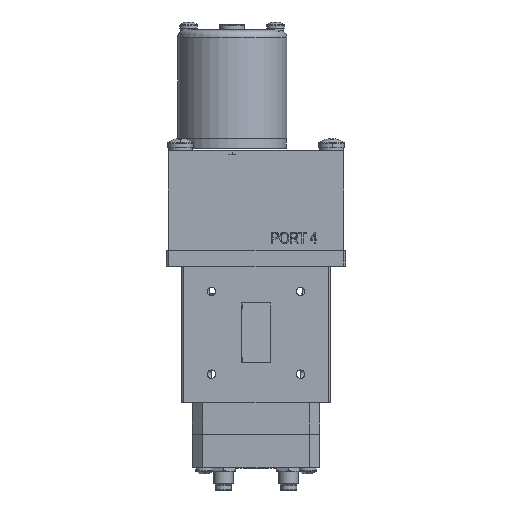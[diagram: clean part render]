
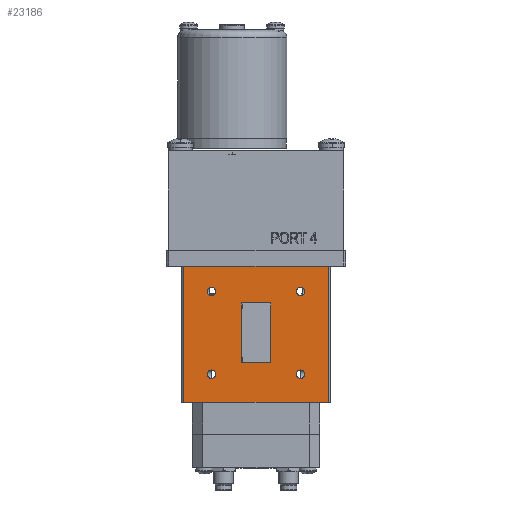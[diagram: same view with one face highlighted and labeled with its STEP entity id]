
A CAD part, front view. The second image highlights one B-rep face of the part: STEP entity #23186.
In plain terms, the highlighted planar face has unit normal (0, -1, 0).
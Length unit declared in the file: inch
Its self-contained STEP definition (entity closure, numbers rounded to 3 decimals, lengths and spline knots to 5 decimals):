
#69 = AXIS2_PLACEMENT_3D ( 'NONE', #36344, #27653, #7431 ) ;
#109 = ORIENTED_EDGE ( 'NONE', *, *, #1845, .F. ) ;
#226 = FACE_BOUND ( 'NONE', #35136, .T. ) ;
#621 = ORIENTED_EDGE ( 'NONE', *, *, #22089, .F. ) ;
#1038 = VECTOR ( 'NONE', #11304, 39.37008 ) ;
#1123 = CARTESIAN_POINT ( 'NONE',  ( 0.561, -0.9375, 1.44825 ) ) ;
#1767 = DIRECTION ( 'NONE',  ( 0., 0., -1. ) ) ;
#1845 = EDGE_CURVE ( 'NONE', #34143, #22075, #32336, .T. ) ;
#1865 = DIRECTION ( 'NONE',  ( 0., -1., 0. ) ) ;
#2042 = AXIS2_PLACEMENT_3D ( 'NONE', #13545, #34342, #1767 ) ;
#2422 = DIRECTION ( 'NONE',  ( 0., 0., -1. ) ) ;
#2773 = VERTEX_POINT ( 'NONE', #14435 ) ;
#2917 = DIRECTION ( 'NONE',  ( 0., 1., 0. ) ) ;
#3079 = EDGE_LOOP ( 'NONE', ( #13698, #6749, #9370, #621 ) ) ;
#3448 = VERTEX_POINT ( 'NONE', #4785 ) ;
#3580 = CARTESIAN_POINT ( 'NONE',  ( 0.561, -0.9375, 0.355 ) ) ;
#4508 = EDGE_CURVE ( 'NONE', #12865, #20518, #19470, .T. ) ;
#4785 = CARTESIAN_POINT ( 'NONE',  ( 0.9075, -0.9375, 0. ) ) ;
#5446 = CIRCLE ( 'NONE', #6687, 0.05325 ) ;
#5475 = LINE ( 'NONE', #23365, #8178 ) ;
#5740 = CARTESIAN_POINT ( 'NONE',  ( 0.561, -0.9375, 1.395 ) ) ;
#5751 = VERTEX_POINT ( 'NONE', #13282 ) ;
#6031 = VECTOR ( 'NONE', #36718, 39.37008 ) ;
#6224 = EDGE_CURVE ( 'NONE', #33765, #12865, #11102, .T. ) ;
#6590 = CARTESIAN_POINT ( 'NONE',  ( -0.9375, -0.9375, 1.712 ) ) ;
#6687 = AXIS2_PLACEMENT_3D ( 'NONE', #8048, #1865, #10750 ) ;
#6749 = ORIENTED_EDGE ( 'NONE', *, *, #6224, .F. ) ;
#7137 = CARTESIAN_POINT ( 'NONE',  ( -0.1875, -0.9375, 0.5 ) ) ;
#7408 = CARTESIAN_POINT ( 'NONE',  ( -0.561, -0.9375, 0.40825 ) ) ;
#7431 = DIRECTION ( 'NONE',  ( 0., 0., -1. ) ) ;
#7565 = ORIENTED_EDGE ( 'NONE', *, *, #29395, .T. ) ;
#7608 = EDGE_CURVE ( 'NONE', #2773, #32969, #32970, .T. ) ;
#8038 = CARTESIAN_POINT ( 'NONE',  ( 0.561, -0.9375, 0.355 ) ) ;
#8048 = CARTESIAN_POINT ( 'NONE',  ( -0.561, -0.9375, 0.355 ) ) ;
#8178 = VECTOR ( 'NONE', #17217, 39.37008 ) ;
#8460 = DIRECTION ( 'NONE',  ( 0., -1., 0. ) ) ;
#8710 = VERTEX_POINT ( 'NONE', #26191 ) ;
#8718 = FACE_BOUND ( 'NONE', #35525, .T. ) ;
#9370 = ORIENTED_EDGE ( 'NONE', *, *, #10935, .F. ) ;
#9449 = AXIS2_PLACEMENT_3D ( 'NONE', #26426, #2917, #23153 ) ;
#9640 = AXIS2_PLACEMENT_3D ( 'NONE', #22669, #37898, #34434 ) ;
#10561 = LINE ( 'NONE', #15965, #28816 ) ;
#10654 = FACE_OUTER_BOUND ( 'NONE', #12499, .T. ) ;
#10750 = DIRECTION ( 'NONE',  ( 0., 0., -1. ) ) ;
#10935 = EDGE_CURVE ( 'NONE', #37039, #33765, #31343, .T. ) ;
#11102 = LINE ( 'NONE', #19950, #15322 ) ;
#11195 = ORIENTED_EDGE ( 'NONE', *, *, #27994, .T. ) ;
#11226 = FACE_BOUND ( 'NONE', #3079, .T. ) ;
#11304 = DIRECTION ( 'NONE',  ( 0., 0., -1. ) ) ;
#11900 = EDGE_CURVE ( 'NONE', #28224, #5751, #37318, .T. ) ;
#12499 = EDGE_LOOP ( 'NONE', ( #11195, #7565, #22974, #25527 ) ) ;
#12865 = VERTEX_POINT ( 'NONE', #28686 ) ;
#13008 = CIRCLE ( 'NONE', #69, 0.05325 ) ;
#13102 = EDGE_CURVE ( 'NONE', #2773, #8710, #5475, .T. ) ;
#13264 = DIRECTION ( 'NONE',  ( 0., 0., 1. ) ) ;
#13282 = CARTESIAN_POINT ( 'NONE',  ( -0.561, -0.9375, 1.44825 ) ) ;
#13545 = CARTESIAN_POINT ( 'NONE',  ( -0.561, -0.9375, 1.395 ) ) ;
#13698 = ORIENTED_EDGE ( 'NONE', *, *, #4508, .F. ) ;
#13721 = EDGE_LOOP ( 'NONE', ( #17729, #26766 ) ) ;
#14403 = CIRCLE ( 'NONE', #15035, 0.05325 ) ;
#14435 = CARTESIAN_POINT ( 'NONE',  ( -0.9075, -0.9375, 1.712 ) ) ;
#15026 = EDGE_CURVE ( 'NONE', #22075, #34143, #35127, .T. ) ;
#15035 = AXIS2_PLACEMENT_3D ( 'NONE', #5740, #20376, #37713 ) ;
#15066 = DIRECTION ( 'NONE',  ( 1., 0., 0. ) ) ;
#15075 = CARTESIAN_POINT ( 'NONE',  ( -0.1875, -0.9375, 1.25 ) ) ;
#15261 = ORIENTED_EDGE ( 'NONE', *, *, #15026, .F. ) ;
#15322 = VECTOR ( 'NONE', #15066, 39.37008 ) ;
#15336 = EDGE_CURVE ( 'NONE', #22745, #20581, #13008, .T. ) ;
#15965 = CARTESIAN_POINT ( 'NONE',  ( 0.9075, -0.9375, 1.712 ) ) ;
#16395 = DIRECTION ( 'NONE',  ( 0., 0., 1. ) ) ;
#17217 = DIRECTION ( 'NONE',  ( 0., 0., -1. ) ) ;
#17322 = VERTEX_POINT ( 'NONE', #1123 ) ;
#17381 = PLANE ( 'NONE',  #9449 ) ;
#17729 = ORIENTED_EDGE ( 'NONE', *, *, #15336, .F. ) ;
#17901 = AXIS2_PLACEMENT_3D ( 'NONE', #8038, #31917, #2422 ) ;
#17995 = CARTESIAN_POINT ( 'NONE',  ( -0.561, -0.9375, 1.34175 ) ) ;
#18038 = DIRECTION ( 'NONE',  ( 0., 0., -1. ) ) ;
#18093 = CARTESIAN_POINT ( 'NONE',  ( -0.561, -0.9375, 0.30175 ) ) ;
#18324 = DIRECTION ( 'NONE',  ( 1., 0., 0. ) ) ;
#18362 = EDGE_LOOP ( 'NONE', ( #109, #15261 ) ) ;
#18595 = CARTESIAN_POINT ( 'NONE',  ( 0.561, -0.9375, 1.395 ) ) ;
#18688 = CIRCLE ( 'NONE', #2042, 0.05325 ) ;
#18804 = AXIS2_PLACEMENT_3D ( 'NONE', #3580, #35063, #18038 ) ;
#19403 = AXIS2_PLACEMENT_3D ( 'NONE', #18595, #8460, #38123 ) ;
#19470 = LINE ( 'NONE', #33923, #37255 ) ;
#19950 = CARTESIAN_POINT ( 'NONE',  ( -0.1875, -0.9375, 0.5 ) ) ;
#20057 = DIRECTION ( 'NONE',  ( -1., 0., 0. ) ) ;
#20376 = DIRECTION ( 'NONE',  ( 0., -1., 0. ) ) ;
#20471 = FACE_BOUND ( 'NONE', #13721, .T. ) ;
#20518 = VERTEX_POINT ( 'NONE', #29959 ) ;
#20581 = VERTEX_POINT ( 'NONE', #7408 ) ;
#21767 = CARTESIAN_POINT ( 'NONE',  ( 0.9075, -0.9375, 1.712 ) ) ;
#22075 = VERTEX_POINT ( 'NONE', #37404 ) ;
#22089 = EDGE_CURVE ( 'NONE', #20518, #37039, #22751, .T. ) ;
#22654 = CARTESIAN_POINT ( 'NONE',  ( 0.561, -0.9375, 0.30175 ) ) ;
#22669 = CARTESIAN_POINT ( 'NONE',  ( -0.561, -0.9375, 1.395 ) ) ;
#22745 = VERTEX_POINT ( 'NONE', #18093 ) ;
#22751 = LINE ( 'NONE', #28540, #37709 ) ;
#22762 = ORIENTED_EDGE ( 'NONE', *, *, #23072, .F. ) ;
#22974 = ORIENTED_EDGE ( 'NONE', *, *, #7608, .F. ) ;
#23072 = EDGE_CURVE ( 'NONE', #5751, #28224, #18688, .T. ) ;
#23153 = DIRECTION ( 'NONE',  ( 0., 0., 1. ) ) ;
#23186 = ADVANCED_FACE ( 'NONE', ( #10654, #11226, #8718, #29336, #20471, #226 ), #17381, .F. ) ;
#23365 = CARTESIAN_POINT ( 'NONE',  ( -0.9075, -0.9375, 1.712 ) ) ;
#23913 = ORIENTED_EDGE ( 'NONE', *, *, #23916, .F. ) ;
#23916 = EDGE_CURVE ( 'NONE', #17322, #32099, #14403, .T. ) ;
#24856 = ORIENTED_EDGE ( 'NONE', *, *, #25471, .F. ) ;
#24946 = LINE ( 'NONE', #33448, #6031 ) ;
#25471 = EDGE_CURVE ( 'NONE', #32099, #17322, #36046, .T. ) ;
#25527 = ORIENTED_EDGE ( 'NONE', *, *, #13102, .T. ) ;
#26191 = CARTESIAN_POINT ( 'NONE',  ( -0.9075, -0.9375, 0. ) ) ;
#26426 = CARTESIAN_POINT ( 'NONE',  ( -0.9375, -0.9375, 1.712 ) ) ;
#26766 = ORIENTED_EDGE ( 'NONE', *, *, #29482, .F. ) ;
#27653 = DIRECTION ( 'NONE',  ( 0., -1., 0. ) ) ;
#27994 = EDGE_CURVE ( 'NONE', #8710, #3448, #24946, .T. ) ;
#28224 = VERTEX_POINT ( 'NONE', #17995 ) ;
#28288 = CARTESIAN_POINT ( 'NONE',  ( 0.561, -0.9375, 1.34175 ) ) ;
#28360 = ORIENTED_EDGE ( 'NONE', *, *, #11900, .F. ) ;
#28540 = CARTESIAN_POINT ( 'NONE',  ( -0.1875, -0.9375, 1.25 ) ) ;
#28686 = CARTESIAN_POINT ( 'NONE',  ( 0.1875, -0.9375, 0.5 ) ) ;
#28816 = VECTOR ( 'NONE', #13264, 39.37008 ) ;
#29336 = FACE_BOUND ( 'NONE', #18362, .T. ) ;
#29395 = EDGE_CURVE ( 'NONE', #3448, #32969, #10561, .T. ) ;
#29482 = EDGE_CURVE ( 'NONE', #20581, #22745, #5446, .T. ) ;
#29959 = CARTESIAN_POINT ( 'NONE',  ( 0.1875, -0.9375, 1.25 ) ) ;
#31343 = LINE ( 'NONE', #34038, #1038 ) ;
#31917 = DIRECTION ( 'NONE',  ( 0., -1., 0. ) ) ;
#32099 = VERTEX_POINT ( 'NONE', #28288 ) ;
#32336 = CIRCLE ( 'NONE', #18804, 0.05325 ) ;
#32969 = VERTEX_POINT ( 'NONE', #21767 ) ;
#32970 = LINE ( 'NONE', #6590, #35662 ) ;
#33448 = CARTESIAN_POINT ( 'NONE',  ( -0.9375, -0.9375, 0. ) ) ;
#33765 = VERTEX_POINT ( 'NONE', #7137 ) ;
#33923 = CARTESIAN_POINT ( 'NONE',  ( 0.1875, -0.9375, 1.25 ) ) ;
#34038 = CARTESIAN_POINT ( 'NONE',  ( -0.1875, -0.9375, 1.25 ) ) ;
#34143 = VERTEX_POINT ( 'NONE', #22654 ) ;
#34342 = DIRECTION ( 'NONE',  ( 0., -1., 0. ) ) ;
#34434 = DIRECTION ( 'NONE',  ( 0., 0., -1. ) ) ;
#35063 = DIRECTION ( 'NONE',  ( 0., -1., 0. ) ) ;
#35127 = CIRCLE ( 'NONE', #17901, 0.05325 ) ;
#35136 = EDGE_LOOP ( 'NONE', ( #28360, #22762 ) ) ;
#35525 = EDGE_LOOP ( 'NONE', ( #24856, #23913 ) ) ;
#35662 = VECTOR ( 'NONE', #18324, 39.37008 ) ;
#36046 = CIRCLE ( 'NONE', #19403, 0.05325 ) ;
#36344 = CARTESIAN_POINT ( 'NONE',  ( -0.561, -0.9375, 0.355 ) ) ;
#36718 = DIRECTION ( 'NONE',  ( 1., 0., 0. ) ) ;
#37039 = VERTEX_POINT ( 'NONE', #15075 ) ;
#37255 = VECTOR ( 'NONE', #16395, 39.37008 ) ;
#37318 = CIRCLE ( 'NONE', #9640, 0.05325 ) ;
#37404 = CARTESIAN_POINT ( 'NONE',  ( 0.561, -0.9375, 0.40825 ) ) ;
#37709 = VECTOR ( 'NONE', #20057, 39.37008 ) ;
#37713 = DIRECTION ( 'NONE',  ( 0., 0., -1. ) ) ;
#37898 = DIRECTION ( 'NONE',  ( 0., -1., 0. ) ) ;
#38123 = DIRECTION ( 'NONE',  ( 0., 0., -1. ) ) ;
